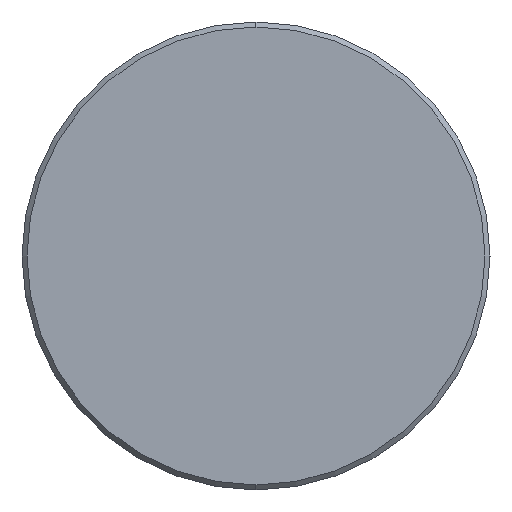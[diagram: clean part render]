
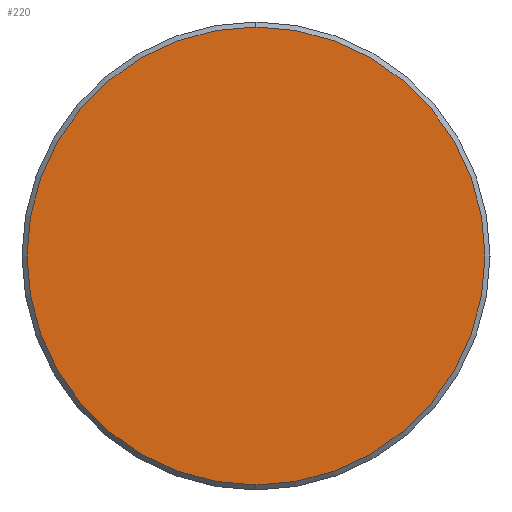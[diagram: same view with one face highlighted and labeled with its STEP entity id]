
A CAD part, left-side view. The second image highlights one B-rep face of the part: STEP entity #220.
In plain terms, the highlighted planar face has unit normal (-1, 0, 0).
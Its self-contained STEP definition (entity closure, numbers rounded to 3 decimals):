
#18 = DIRECTION ( 'NONE',  ( 0., 0., -1. ) ) ;
#43 = ORIENTED_EDGE ( 'NONE', *, *, #127, .T. ) ;
#55 = CIRCLE ( 'NONE', #79, 13.7 ) ;
#64 = VERTEX_POINT ( 'NONE', #147 ) ;
#79 = AXIS2_PLACEMENT_3D ( 'NONE', #426, #747, #559 ) ;
#104 = FACE_OUTER_BOUND ( 'NONE', #432, .T. ) ;
#127 = EDGE_CURVE ( 'NONE', #594, #64, #55, .T. ) ;
#147 = CARTESIAN_POINT ( 'NONE',  ( 0., 0., -13.7 ) ) ;
#156 = DIRECTION ( 'NONE',  ( 0., 0., 1. ) ) ;
#220 = ADVANCED_FACE ( 'NONE', ( #104 ), #397, .F. ) ;
#222 = DIRECTION ( 'NONE',  ( -1., 0., 0. ) ) ;
#397 = PLANE ( 'NONE',  #572 ) ;
#416 = ORIENTED_EDGE ( 'NONE', *, *, #523, .T. ) ;
#426 = CARTESIAN_POINT ( 'NONE',  ( 0., 0., 0. ) ) ;
#432 = EDGE_LOOP ( 'NONE', ( #416, #43 ) ) ;
#459 = AXIS2_PLACEMENT_3D ( 'NONE', #669, #222, #156 ) ;
#523 = EDGE_CURVE ( 'NONE', #64, #594, #600, .T. ) ;
#559 = DIRECTION ( 'NONE',  ( 0., 0., 1. ) ) ;
#572 = AXIS2_PLACEMENT_3D ( 'NONE', #709, #650, #18 ) ;
#594 = VERTEX_POINT ( 'NONE', #668 ) ;
#600 = CIRCLE ( 'NONE', #459, 13.7 ) ;
#650 = DIRECTION ( 'NONE',  ( 1., 0., 0. ) ) ;
#668 = CARTESIAN_POINT ( 'NONE',  ( 0., 0., 13.7 ) ) ;
#669 = CARTESIAN_POINT ( 'NONE',  ( 0., 0., 0. ) ) ;
#709 = CARTESIAN_POINT ( 'NONE',  ( 0., 0., 0. ) ) ;
#747 = DIRECTION ( 'NONE',  ( -1., 0., 0. ) ) ;
